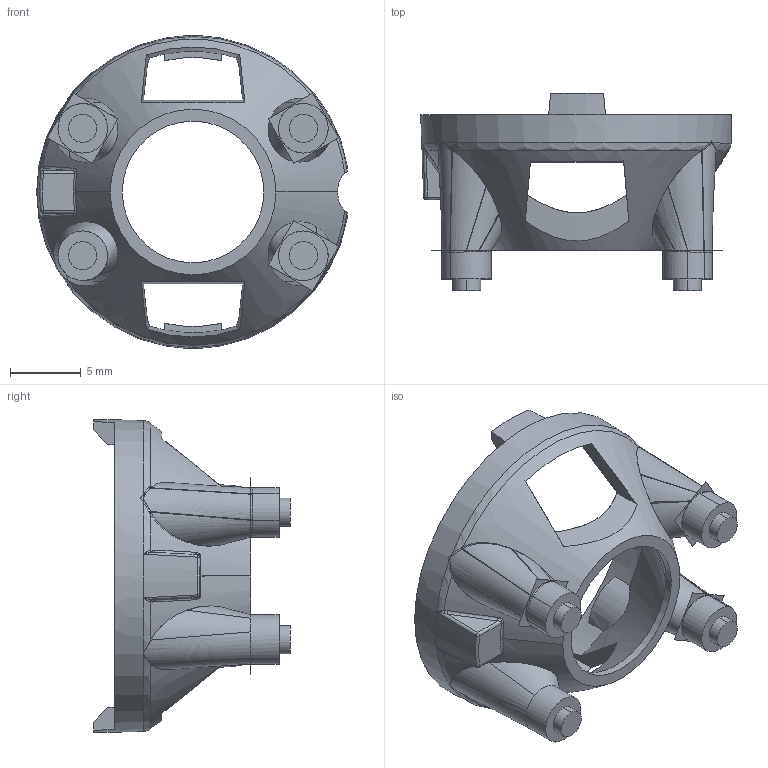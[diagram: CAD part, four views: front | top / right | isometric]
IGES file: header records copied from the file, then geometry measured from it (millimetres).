
Start section:  PTC IGES file: 10738_Iss1_230409.igs
Global section: file name: 10738_Iss1_230409.igs; native system: Pro/ENGINEER by Parametric Technology Corporation; preprocessor: 2009141; author: BercotB; organization: Unknown; date: 20100325.140946; units: millimetre
Bounding box: 21.95 x 13.9 x 22.06 mm (x, y, z)
Surface area: 1962.3 mm2 (no closed solid volume)
Topology: 0 solids, 0 shells, 163 faces, 1072 edges, 1192 vertices
Faces by surface type: bspline 109, revolution 52, extrusion 2
